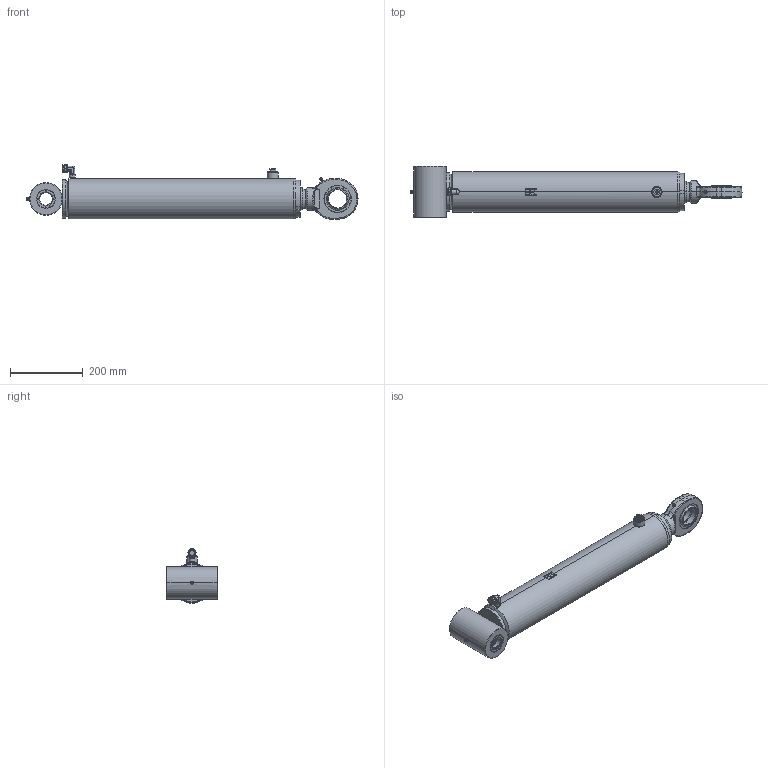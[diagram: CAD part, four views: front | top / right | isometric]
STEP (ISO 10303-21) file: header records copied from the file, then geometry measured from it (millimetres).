
FILE_DESCRIPTION (( 'STEP AP214' ), '1' );
FILE_NAME ('CFGCY0065788-Cylinder.step', '2024-04-24T10:15:33', ( 'Kramp IT' ), ( 'Kramp' ), 'SwSTEP 2.0', 'SolidWorks 2021', '' );
FILE_SCHEMA (( 'AUTOMOTIVE_DESIGN' ));
Length unit declared in the file: millimetre
Products named in the file (24): GN81180; LSN08E; BUSH-EC; Tube-MA_Simplified; SBD355040-EC; CFGCY0065788-Cylinder; GK50DO; SP08M; Tube_Simplified; DC3909001; DS3909004VM_Simplified; MATE-AID; ASV12L90; SBD355040; Rod-WA_Simplified; GK50DO-RD; DS3909013060_Simplified; BUSHVM-EC; Rod_Simplified; DS3909004_Simplified; DS3909013060VM_Simplified; SKM18; Tube-WA_Simplified
Assembly tree (23 placements, depth 5):
  CFGCY0065788-Cylinder
    Tube-WA_Simplified
      Tube-MA_Simplified
        Tube_Simplified
        LSN08E
      ASV12L90
      DC3909001
        DC3909001
      BUSHVM-EC
        BUSH-EC
        SBD355040-EC
          SBD355040  x2
    Rod-WA_Simplified
      Rod_Simplified
      GK50DO-RD
        GK50DO
    DS3909013060VM_Simplified
      DS3909013060_Simplified
    DS3909004VM_Simplified
      DS3909004_Simplified
    SP08M
    SKM18
    GN81180
  MATE-AID
Bounding box: 911.8 x 140 x 150 mm (x, y, z)
Volume: 5647937.5 mm3; surface area: 805570.8 mm2
Topology: 18 solids, 18 shells, 645 faces, 1590 edges, 976 vertices
Faces by surface type: cylinder 238, plane 169, cone 125, bspline 81, torus 30, sphere 2
Entity records: 31914 total; most frequent: CARTESIAN_POINT 13089, DIRECTION 2894, ORIENTED_EDGE 2880, EDGE_CURVE 1440, AXIS2_PLACEMENT_3D 1175, VERTEX_POINT 901, EDGE_LOOP 665, CIRCLE 620
